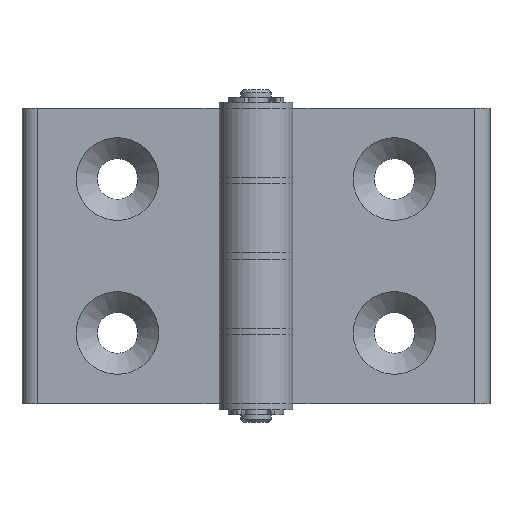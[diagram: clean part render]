
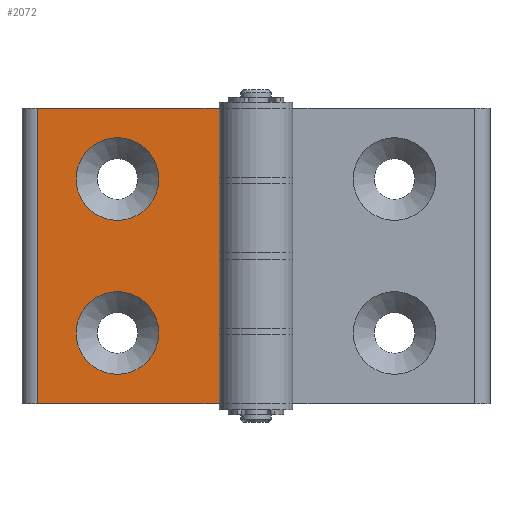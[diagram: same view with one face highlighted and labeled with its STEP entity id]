
A CAD part, front view. The second image highlights one B-rep face of the part: STEP entity #2072.
In plain terms, the highlighted planar face has unit normal (0, -1, 0).
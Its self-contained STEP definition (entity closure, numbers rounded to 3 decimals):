
#34=FACE_BOUND('',#300,.T.);
#35=FACE_BOUND('',#301,.T.);
#66=PLANE('',#2240);
#183=FACE_OUTER_BOUND('',#299,.T.);
#299=EDGE_LOOP('',(#1490,#1491,#1492,#1493,#1494,#1495,#1496));
#300=EDGE_LOOP('',(#1497,#1498));
#301=EDGE_LOOP('',(#1499,#1500));
#440=LINE('',#3253,#589);
#444=LINE('',#3269,#593);
#450=LINE('',#3281,#599);
#452=LINE('',#3286,#601);
#454=LINE('',#3289,#603);
#455=LINE('',#3291,#604);
#456=LINE('',#3292,#605);
#589=VECTOR('',#2548,1000.);
#593=VECTOR('',#2562,1000.);
#599=VECTOR('',#2570,1000.);
#601=VECTOR('',#2576,1000.);
#603=VECTOR('',#2580,1000.);
#604=VECTOR('',#2581,1000.);
#605=VECTOR('',#2582,1000.);
#732=CIRCLE('',#2208,6.72);
#733=CIRCLE('',#2209,6.72);
#738=CIRCLE('',#2216,6.72);
#739=CIRCLE('',#2217,6.72);
#896=VERTEX_POINT('',#3199);
#897=VERTEX_POINT('',#3201);
#902=VERTEX_POINT('',#3215);
#903=VERTEX_POINT('',#3217);
#916=VERTEX_POINT('',#3250);
#917=VERTEX_POINT('',#3252);
#923=VERTEX_POINT('',#3266);
#924=VERTEX_POINT('',#3268);
#928=VERTEX_POINT('',#3278);
#929=VERTEX_POINT('',#3280);
#931=VERTEX_POINT('',#3290);
#1119=EDGE_CURVE('',#896,#897,#732,.T.);
#1120=EDGE_CURVE('',#897,#896,#733,.T.);
#1127=EDGE_CURVE('',#902,#903,#738,.T.);
#1128=EDGE_CURVE('',#903,#902,#739,.T.);
#1144=EDGE_CURVE('',#916,#917,#440,.T.);
#1151=EDGE_CURVE('',#923,#924,#444,.T.);
#1157=EDGE_CURVE('',#929,#928,#450,.T.);
#1160=EDGE_CURVE('',#923,#929,#452,.T.);
#1162=EDGE_CURVE('',#928,#917,#454,.T.);
#1163=EDGE_CURVE('',#916,#931,#455,.T.);
#1164=EDGE_CURVE('',#924,#931,#456,.T.);
#1490=ORIENTED_EDGE('',*,*,#1157,.T.);
#1491=ORIENTED_EDGE('',*,*,#1162,.T.);
#1492=ORIENTED_EDGE('',*,*,#1144,.F.);
#1493=ORIENTED_EDGE('',*,*,#1163,.T.);
#1494=ORIENTED_EDGE('',*,*,#1164,.F.);
#1495=ORIENTED_EDGE('',*,*,#1151,.F.);
#1496=ORIENTED_EDGE('',*,*,#1160,.T.);
#1497=ORIENTED_EDGE('',*,*,#1120,.F.);
#1498=ORIENTED_EDGE('',*,*,#1119,.F.);
#1499=ORIENTED_EDGE('',*,*,#1128,.F.);
#1500=ORIENTED_EDGE('',*,*,#1127,.F.);
#2072=ADVANCED_FACE('',(#183,#34,#35),#66,.F.);
#2208=AXIS2_PLACEMENT_3D('',#3202,#2493,#2494);
#2209=AXIS2_PLACEMENT_3D('',#3203,#2495,#2496);
#2216=AXIS2_PLACEMENT_3D('',#3218,#2511,#2512);
#2217=AXIS2_PLACEMENT_3D('',#3219,#2513,#2514);
#2240=AXIS2_PLACEMENT_3D('',#3288,#2578,#2579);
#2493=DIRECTION('center_axis',(0.,-1.,0.));
#2494=DIRECTION('ref_axis',(0.,0.,-1.));
#2495=DIRECTION('center_axis',(0.,-1.,0.));
#2496=DIRECTION('ref_axis',(0.,0.,-1.));
#2511=DIRECTION('center_axis',(0.,-1.,0.));
#2512=DIRECTION('ref_axis',(0.,0.,-1.));
#2513=DIRECTION('center_axis',(0.,-1.,0.));
#2514=DIRECTION('ref_axis',(0.,0.,-1.));
#2548=DIRECTION('',(0.,0.,-1.));
#2562=DIRECTION('',(1.,0.,0.));
#2570=DIRECTION('',(1.,0.,0.));
#2576=DIRECTION('',(0.,0.,-1.));
#2578=DIRECTION('center_axis',(0.,1.,0.));
#2579=DIRECTION('ref_axis',(0.,0.,1.));
#2580=DIRECTION('',(0.,0.,1.));
#2581=DIRECTION('',(0.,0.,1.));
#2582=DIRECTION('',(0.,0.,-1.));
#3199=CARTESIAN_POINT('',(-16.044,2.285,19.22));
#3201=CARTESIAN_POINT('',(-16.044,2.285,5.78));
#3202=CARTESIAN_POINT('Origin',(-16.044,2.285,12.5));
#3203=CARTESIAN_POINT('Origin',(-16.044,2.285,12.5));
#3215=CARTESIAN_POINT('',(-16.044,2.285,-5.78));
#3217=CARTESIAN_POINT('',(-16.044,2.285,-19.22));
#3218=CARTESIAN_POINT('Origin',(-16.044,2.285,-12.5));
#3219=CARTESIAN_POINT('Origin',(-16.044,2.285,-12.5));
#3250=CARTESIAN_POINT('',(0.456,2.285,-0.5));
#3252=CARTESIAN_POINT('',(0.456,2.285,-11.75));
#3253=CARTESIAN_POINT('',(0.456,2.285,24.));
#3266=CARTESIAN_POINT('',(-29.044,2.285,24.));
#3268=CARTESIAN_POINT('',(0.456,2.285,24.));
#3269=CARTESIAN_POINT('',(0.456,2.285,24.));
#3278=CARTESIAN_POINT('',(0.456,2.285,-24.));
#3280=CARTESIAN_POINT('',(-29.044,2.285,-24.));
#3281=CARTESIAN_POINT('',(0.456,2.285,-24.));
#3286=CARTESIAN_POINT('',(-29.044,2.285,24.));
#3288=CARTESIAN_POINT('Origin',(0.456,2.285,24.));
#3289=CARTESIAN_POINT('',(0.456,2.285,24.));
#3290=CARTESIAN_POINT('',(0.456,2.285,12.75));
#3291=CARTESIAN_POINT('',(0.456,2.285,24.));
#3292=CARTESIAN_POINT('',(0.456,2.285,24.));
